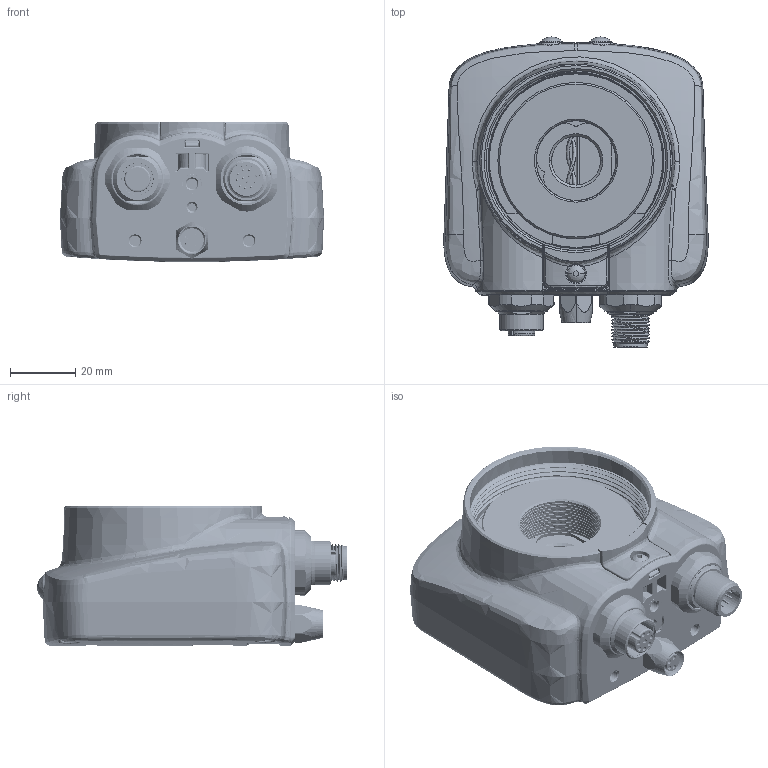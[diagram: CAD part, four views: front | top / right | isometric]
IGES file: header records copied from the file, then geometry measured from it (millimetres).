
Start section:  PTC IGES file: 159082.igs
Global section: file name: 159082.igs; native system: Pro/ENGINEER by Parametric Technology Corporation; preprocessor: 2009141; author: banengservice; organization: Unknown; date: 20120416.151922; units: inch
Bounding box: 81.17 x 95.25 x 43 mm (x, y, z)
Volume: 75492 mm3; surface area: 60591.2 mm2
Topology: 2 solids, 2 shells, 2974 faces, 7418 edges, 4535 vertices
Faces by surface type: revolution 1614, bspline 1335, extrusion 25
